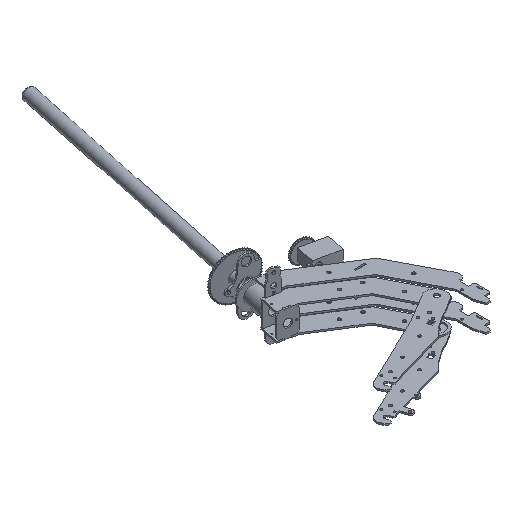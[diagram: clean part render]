
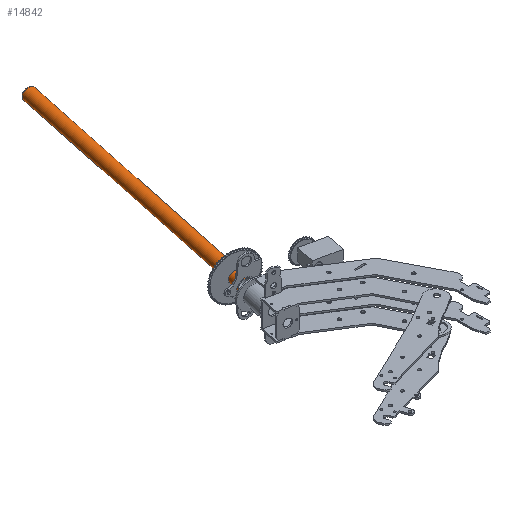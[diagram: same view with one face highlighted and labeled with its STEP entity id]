
A CAD part, isometric view. The second image highlights one B-rep face of the part: STEP entity #14842.
In plain terms, the highlighted cylindrical face has radius 15 mm (diameter 30 mm), a full revolution.
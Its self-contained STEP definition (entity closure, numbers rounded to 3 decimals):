
#2230=FACE_OUTER_BOUND('',#3124,.T.);
#3124=EDGE_LOOP('',(#13887,#13888,#13889,#13890));
#4162=LINE('',#34416,#5196);
#5196=VECTOR('',#19377,15.);
#5719=CIRCLE('',#16067,15.);
#5720=CIRCLE('',#16068,15.);
#7203=VERTEX_POINT('',#34413);
#7204=VERTEX_POINT('',#34415);
#9432=EDGE_CURVE('',#7203,#7203,#5719,.T.);
#9433=EDGE_CURVE('',#7203,#7204,#4162,.T.);
#9434=EDGE_CURVE('',#7204,#7204,#5720,.T.);
#13887=ORIENTED_EDGE('',*,*,#9432,.F.);
#13888=ORIENTED_EDGE('',*,*,#9433,.T.);
#13889=ORIENTED_EDGE('',*,*,#9434,.T.);
#13890=ORIENTED_EDGE('',*,*,#9433,.F.);
#14072=CYLINDRICAL_SURFACE('',#16066,15.);
#14842=ADVANCED_FACE('',(#2230),#14072,.T.);
#16066=AXIS2_PLACEMENT_3D('',#34412,#19373,#19374);
#16067=AXIS2_PLACEMENT_3D('',#34414,#19375,#19376);
#16068=AXIS2_PLACEMENT_3D('',#34417,#19378,#19379);
#19373=DIRECTION('center_axis',(0.207,0.978,0.));
#19374=DIRECTION('ref_axis',(-0.978,0.207,0.));
#19375=DIRECTION('center_axis',(0.207,0.978,0.));
#19376=DIRECTION('ref_axis',(-0.978,0.207,0.));
#19377=DIRECTION('',(-0.207,-0.978,0.));
#19378=DIRECTION('center_axis',(0.207,0.978,0.));
#19379=DIRECTION('ref_axis',(-0.978,0.207,0.));
#34412=CARTESIAN_POINT('Origin',(-116.93,165.255,-9.919));
#34413=CARTESIAN_POINT('',(42.814,846.95,-9.919));
#34414=CARTESIAN_POINT('Origin',(28.14,850.058,-9.919));
#34415=CARTESIAN_POINT('',(-102.255,162.147,-9.919));
#34416=CARTESIAN_POINT('',(-102.255,162.147,-9.919));
#34417=CARTESIAN_POINT('Origin',(-116.93,165.255,-9.919));
